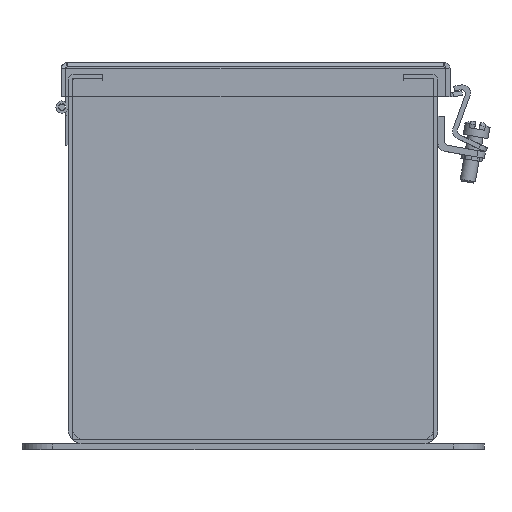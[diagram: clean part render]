
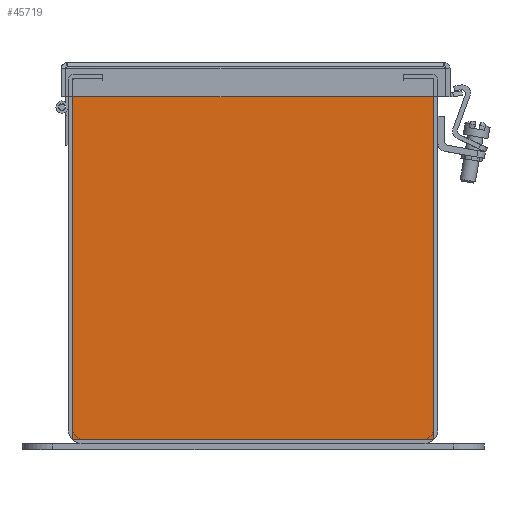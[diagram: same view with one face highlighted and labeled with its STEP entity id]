
A CAD part, left-side view. The second image highlights one B-rep face of the part: STEP entity #45719.
In plain terms, the highlighted planar face has unit normal (-1, 0, 0).
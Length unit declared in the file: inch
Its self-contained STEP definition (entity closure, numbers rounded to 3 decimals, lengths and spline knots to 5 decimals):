
#1496 = CARTESIAN_POINT ( 'NONE',  ( -1.70918, 4.67475, -2.02996 ) ) ;
#1603 = ORIENTED_EDGE ( 'NONE', *, *, #17981, .F. ) ;
#1867 = LINE ( 'NONE', #21072, #42789 ) ;
#2139 = CARTESIAN_POINT ( 'NONE',  ( -1.70918, 4.67475, 3.82204 ) ) ;
#2553 = CARTESIAN_POINT ( 'NONE',  ( -1.70918, -0.69145, 3.82204 ) ) ;
#3482 = DIRECTION ( 'NONE',  ( 0., 1., 0. ) ) ;
#5867 = CARTESIAN_POINT ( 'NONE',  ( -1.70918, 4.18875, 3.79059 ) ) ;
#7418 = VECTOR ( 'NONE', #48801, 39.37008 ) ;
#8076 = CARTESIAN_POINT ( 'NONE',  ( -1.70918, 4.18875, 3.79079 ) ) ;
#8106 = ORIENTED_EDGE ( 'NONE', *, *, #42761, .F. ) ;
#9994 = LINE ( 'NONE', #5867, #60112 ) ;
#10180 = CARTESIAN_POINT ( 'NONE',  ( -1.70918, 1.74875, 3.79079 ) ) ;
#10229 = ORIENTED_EDGE ( 'NONE', *, *, #30681, .T. ) ;
#10426 = EDGE_CURVE ( 'NONE', #26239, #62595, #38485, .T. ) ;
#10733 = PLANE ( 'NONE',  #63179 ) ;
#10857 = DIRECTION ( 'NONE',  ( 0., 0., 1. ) ) ;
#11622 = LINE ( 'NONE', #32208, #51716 ) ;
#12891 = ORIENTED_EDGE ( 'NONE', *, *, #29052, .F. ) ;
#13779 = VERTEX_POINT ( 'NONE', #16596 ) ;
#14545 = VECTOR ( 'NONE', #14606, 39.37008 ) ;
#14606 = DIRECTION ( 'NONE',  ( 0., 0., 1. ) ) ;
#14871 = EDGE_LOOP ( 'NONE', ( #10229, #38774, #61260, #40670, #24082, #52080, #12891, #1603, #46886, #35428, #8106, #40860 ) ) ;
#15653 = LINE ( 'NONE', #55250, #49532 ) ;
#16596 = CARTESIAN_POINT ( 'NONE',  ( -1.70918, -1.17725, -2.02996 ) ) ;
#17669 = DIRECTION ( 'NONE',  ( 0., 0., -1. ) ) ;
#17981 = EDGE_CURVE ( 'NONE', #30763, #53240, #1867, .T. ) ;
#19241 = VECTOR ( 'NONE', #47450, 39.37008 ) ;
#20001 = DIRECTION ( 'NONE',  ( 0., 1., 0. ) ) ;
#20344 = CARTESIAN_POINT ( 'NONE',  ( -1.70918, -1.17725, 3.82204 ) ) ;
#20497 = CARTESIAN_POINT ( 'NONE',  ( -1.70918, -1.17725, 0.89604 ) ) ;
#20962 = VECTOR ( 'NONE', #3482, 39.37008 ) ;
#21072 = CARTESIAN_POINT ( 'NONE',  ( -1.70918, 4.67475, 0.89604 ) ) ;
#22060 = DIRECTION ( 'NONE',  ( 0., 0., -1. ) ) ;
#22864 = CARTESIAN_POINT ( 'NONE',  ( -1.70918, -0.69125, 3.79059 ) ) ;
#23958 = CARTESIAN_POINT ( 'NONE',  ( -1.70918, -0.69145, 3.79059 ) ) ;
#24082 = ORIENTED_EDGE ( 'NONE', *, *, #62023, .T. ) ;
#24576 = CARTESIAN_POINT ( 'NONE',  ( -1.70918, 4.18895, 3.79059 ) ) ;
#24665 = VERTEX_POINT ( 'NONE', #43483 ) ;
#26239 = VERTEX_POINT ( 'NONE', #8076 ) ;
#26373 = VECTOR ( 'NONE', #56183, 39.37008 ) ;
#29052 = EDGE_CURVE ( 'NONE', #53240, #34355, #42308, .T. ) ;
#29150 = EDGE_CURVE ( 'NONE', #63078, #34355, #59305, .T. ) ;
#29621 = DIRECTION ( 'NONE',  ( 0., 1., 0. ) ) ;
#30681 = EDGE_CURVE ( 'NONE', #36784, #41037, #33967, .T. ) ;
#30763 = VERTEX_POINT ( 'NONE', #1496 ) ;
#30969 = EDGE_CURVE ( 'NONE', #26239, #24665, #11622, .T. ) ;
#31393 = CARTESIAN_POINT ( 'NONE',  ( -1.70918, 1.74875, -2.02996 ) ) ;
#32208 = CARTESIAN_POINT ( 'NONE',  ( -1.70918, 4.18875, 3.82204 ) ) ;
#33313 = CARTESIAN_POINT ( 'NONE',  ( -1.70918, 1.74875, 3.82204 ) ) ;
#33606 = CARTESIAN_POINT ( 'NONE',  ( -1.70918, 1.74875, 3.82204 ) ) ;
#33636 = CARTESIAN_POINT ( 'NONE',  ( -1.70918, -0.69145, 3.79059 ) ) ;
#33967 = LINE ( 'NONE', #33636, #20962 ) ;
#34355 = VERTEX_POINT ( 'NONE', #63403 ) ;
#35428 = ORIENTED_EDGE ( 'NONE', *, *, #54998, .F. ) ;
#36232 = LINE ( 'NONE', #31393, #62142 ) ;
#36784 = VERTEX_POINT ( 'NONE', #23958 ) ;
#37765 = LINE ( 'NONE', #33606, #19241 ) ;
#38485 = LINE ( 'NONE', #10180, #7418 ) ;
#38774 = ORIENTED_EDGE ( 'NONE', *, *, #51590, .T. ) ;
#39993 = FACE_OUTER_BOUND ( 'NONE', #14871, .T. ) ;
#40670 = ORIENTED_EDGE ( 'NONE', *, *, #30969, .T. ) ;
#40860 = ORIENTED_EDGE ( 'NONE', *, *, #55155, .T. ) ;
#41037 = VERTEX_POINT ( 'NONE', #22864 ) ;
#42308 = LINE ( 'NONE', #33313, #45385 ) ;
#42365 = CARTESIAN_POINT ( 'NONE',  ( -1.70918, -0.69125, 3.79079 ) ) ;
#42662 = VERTEX_POINT ( 'NONE', #47123 ) ;
#42761 = EDGE_CURVE ( 'NONE', #42662, #42842, #37765, .T. ) ;
#42789 = VECTOR ( 'NONE', #55548, 39.37008 ) ;
#42842 = VERTEX_POINT ( 'NONE', #20344 ) ;
#43483 = CARTESIAN_POINT ( 'NONE',  ( -1.70918, 4.18875, 3.79059 ) ) ;
#45385 = VECTOR ( 'NONE', #62558, 39.37008 ) ;
#45624 = EDGE_CURVE ( 'NONE', #13779, #30763, #36232, .T. ) ;
#45719 = ADVANCED_FACE ( 'NONE', ( #39993 ), #10733, .F. ) ;
#46588 = LINE ( 'NONE', #2553, #56192 ) ;
#46886 = ORIENTED_EDGE ( 'NONE', *, *, #45624, .F. ) ;
#47123 = CARTESIAN_POINT ( 'NONE',  ( -1.70918, -0.69145, 3.82204 ) ) ;
#47450 = DIRECTION ( 'NONE',  ( 0., -1., 0. ) ) ;
#48801 = DIRECTION ( 'NONE',  ( 0., -1., 0. ) ) ;
#49532 = VECTOR ( 'NONE', #10857, 39.37008 ) ;
#49816 = LINE ( 'NONE', #20497, #26373 ) ;
#49977 = CARTESIAN_POINT ( 'NONE',  ( -1.70918, 1.74875, 0.89604 ) ) ;
#50996 = DIRECTION ( 'NONE',  ( 0., 1., 0. ) ) ;
#51590 = EDGE_CURVE ( 'NONE', #41037, #62595, #15653, .T. ) ;
#51716 = VECTOR ( 'NONE', #17669, 39.37008 ) ;
#52080 = ORIENTED_EDGE ( 'NONE', *, *, #29150, .T. ) ;
#53240 = VERTEX_POINT ( 'NONE', #2139 ) ;
#54820 = DIRECTION ( 'NONE',  ( 1., 0., 0. ) ) ;
#54998 = EDGE_CURVE ( 'NONE', #42842, #13779, #49816, .T. ) ;
#55155 = EDGE_CURVE ( 'NONE', #42662, #36784, #46588, .T. ) ;
#55250 = CARTESIAN_POINT ( 'NONE',  ( -1.70918, -0.69125, 3.79059 ) ) ;
#55548 = DIRECTION ( 'NONE',  ( 0., 0., 1. ) ) ;
#56183 = DIRECTION ( 'NONE',  ( 0., 0., -1. ) ) ;
#56192 = VECTOR ( 'NONE', #22060, 39.37008 ) ;
#59305 = LINE ( 'NONE', #24576, #14545 ) ;
#59936 = CARTESIAN_POINT ( 'NONE',  ( -1.70918, 4.18895, 3.79059 ) ) ;
#60112 = VECTOR ( 'NONE', #29621, 39.37008 ) ;
#61260 = ORIENTED_EDGE ( 'NONE', *, *, #10426, .F. ) ;
#62023 = EDGE_CURVE ( 'NONE', #24665, #63078, #9994, .T. ) ;
#62142 = VECTOR ( 'NONE', #50996, 39.37008 ) ;
#62558 = DIRECTION ( 'NONE',  ( 0., -1., 0. ) ) ;
#62595 = VERTEX_POINT ( 'NONE', #42365 ) ;
#63078 = VERTEX_POINT ( 'NONE', #59936 ) ;
#63179 = AXIS2_PLACEMENT_3D ( 'NONE', #49977, #54820, #20001 ) ;
#63403 = CARTESIAN_POINT ( 'NONE',  ( -1.70918, 4.18895, 3.82204 ) ) ;
